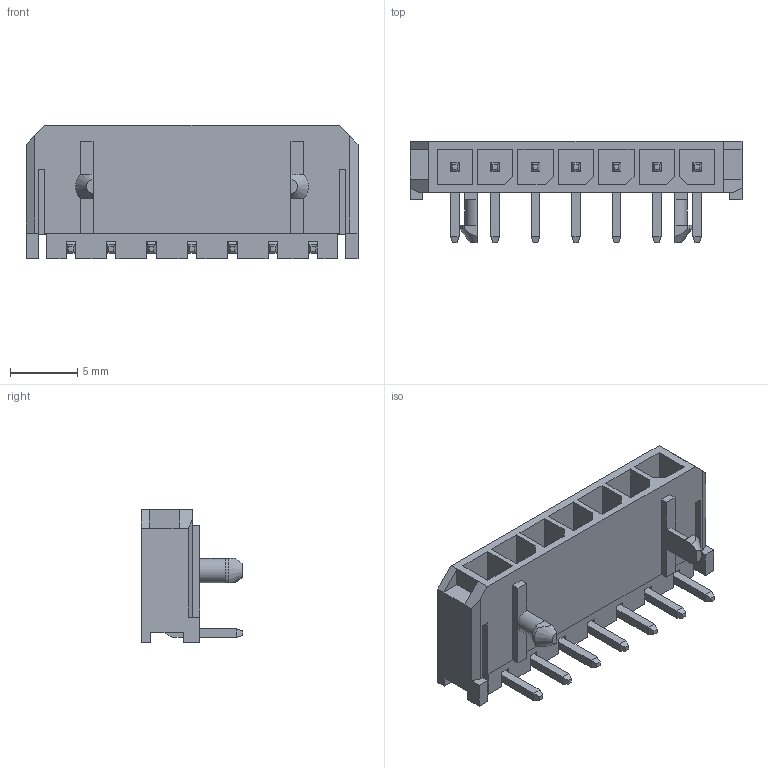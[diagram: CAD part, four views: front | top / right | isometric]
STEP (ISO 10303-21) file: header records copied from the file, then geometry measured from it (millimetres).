
FILE_DESCRIPTION((''),'2;1');
FILE_NAME('FWF30005-S07B22K6B','2026-01-30T',('工程三'),(''),'PRO/ENGINEER BY PARAMETRIC TECHNOLOGY CORPORATION, 2010280','PRO/ENGINEER BY PARAMETRIC TECHNOLOGY CORPORATION, 2010280','');
FILE_SCHEMA(('CONFIG_CONTROL_DESIGN'));
Length unit declared in the file: millimetre
Products named in the file (1): FWF30005-S07B22K6B
Bounding box: 24.65 x 7.55 x 9.9 mm (x, y, z)
Volume: 537.6 mm3; surface area: 1639.6 mm2
Topology: 1 solids, 1 shells, 336 faces, 873 edges, 560 vertices
Faces by surface type: plane 316, cylinder 18, cone 2
Entity records: 10061 total; most frequent: CARTESIAN_POINT 1791, ORIENTED_EDGE 1746, DIRECTION 1581, EDGE_CURVE 873, VECTOR 829, LINE 829, VERTEX_POINT 560, AXIS2_PLACEMENT_3D 376
